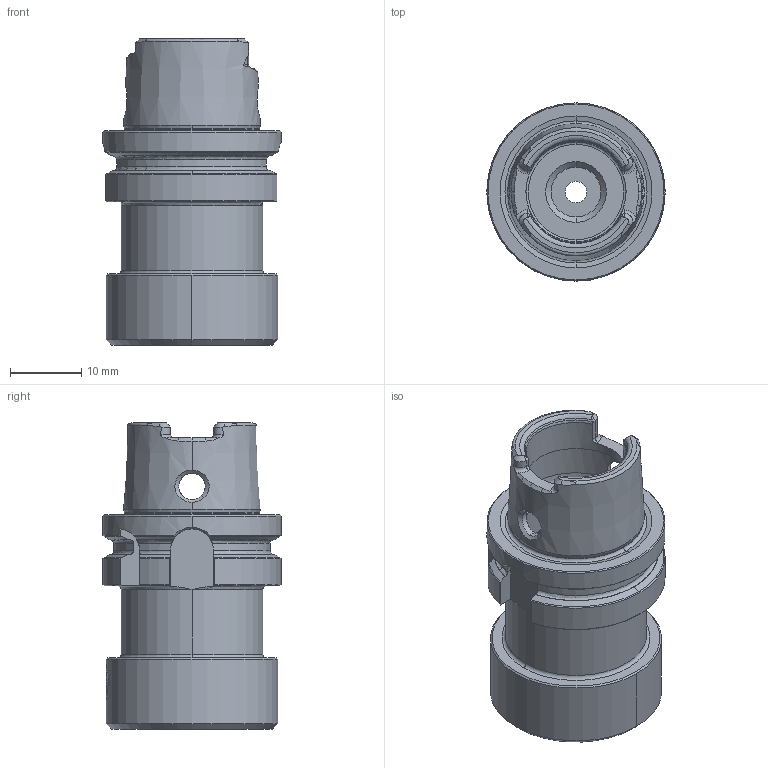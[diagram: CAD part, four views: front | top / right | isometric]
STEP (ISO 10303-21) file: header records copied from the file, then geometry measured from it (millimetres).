
FILE_DESCRIPTION(('no description'),'unknown implementation level');
FILE_NAME('192711DC-0578-4D3F-9D71-F926F824D4C1_export.stp',' ',('CIMSOURCE GmbH'),('CADClick - KiM GmbH - www.kimweb.de'),'unknown preprocess','ACIS','unknown authorization');
FILE_SCHEMA(('automotive_design'));
Length unit declared in the file: millimetre
Products named in the file (2): 328.279F Kaiser Schaft HSK-A25 X CKB2 X 50|690.432 Kaiser ETL M5 X 6,5 CK2;Schnitt-Linear austragen2; 328.279F Kaiser Schaft HSK-A25 X CKB2 X 50|328.279F Kaiser Schaft HSK-A25 X CKB2 X 50;Schnitt-Linear austragen4
Bounding box: 24.96 x 24.96 x 42.9 mm (x, y, z)
Volume: 8966.2 mm3; surface area: 6158 mm2
Topology: 2 solids, 2 shells, 244 faces, 642 edges, 399 vertices
Faces by surface type: cone 80, plane 70, cylinder 55, torus 32, bspline 7
Entity records: 16644 total; most frequent: CARTESIAN_POINT 3625, STYLED_ITEM 1285, PRESENTATION_STYLE_ASSIGNMENT 1285, COLOUR_RGB 1285, ORIENTED_EDGE 1280, DIRECTION 1183, EDGE_CURVE 640, CURVE_STYLE 640
